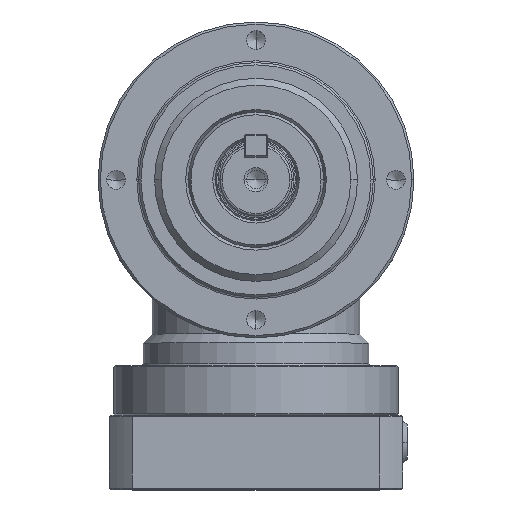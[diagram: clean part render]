
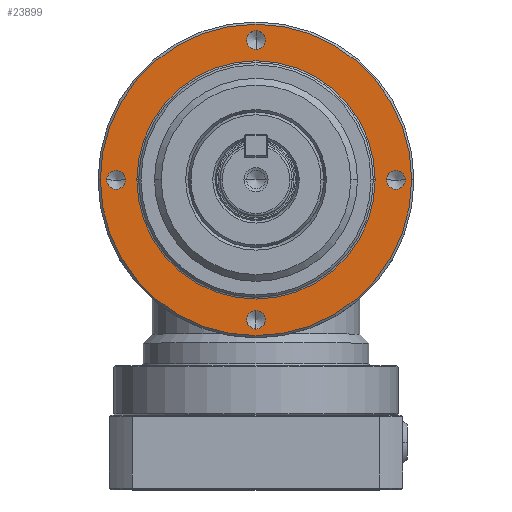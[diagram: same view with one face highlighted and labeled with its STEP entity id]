
A CAD part, top view. The second image highlights one B-rep face of the part: STEP entity #23899.
In plain terms, the highlighted planar face has unit normal (0, 0, 1).
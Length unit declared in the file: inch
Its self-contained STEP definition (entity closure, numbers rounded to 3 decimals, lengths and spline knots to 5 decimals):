
#298 = FACE_BOUND ( 'NONE', #18488, .T. ) ;
#374 = DIRECTION ( 'NONE',  ( 0., 1., 0. ) ) ;
#834 = CARTESIAN_POINT ( 'NONE',  ( 1.03937, 0., 0. ) ) ;
#1392 = CIRCLE ( 'NONE', #16425, 0.08138 ) ;
#1601 = DIRECTION ( 'NONE',  ( -1., 0., 0. ) ) ;
#1832 = CARTESIAN_POINT ( 'NONE',  ( 0., -1.30185, 0. ) ) ;
#1996 = EDGE_CURVE ( 'NONE', #3744, #20407, #6813, .T. ) ;
#2142 = AXIS2_PLACEMENT_3D ( 'NONE', #24598, #12276, #26658 ) ;
#2208 = PLANE ( 'NONE',  #6850 ) ;
#2210 = EDGE_CURVE ( 'NONE', #18971, #20447, #24745, .T. ) ;
#2378 = DIRECTION ( 'NONE',  ( 0., 0., -1. ) ) ;
#2490 = VERTEX_POINT ( 'NONE', #14880 ) ;
#2691 = DIRECTION ( 'NONE',  ( 0., 0., -1. ) ) ;
#3539 = AXIS2_PLACEMENT_3D ( 'NONE', #6341, #20668, #8393 ) ;
#3744 = VERTEX_POINT ( 'NONE', #15626 ) ;
#4093 = ORIENTED_EDGE ( 'NONE', *, *, #21579, .F. ) ;
#4120 = CIRCLE ( 'NONE', #20580, 1.35827 ) ;
#4191 = AXIS2_PLACEMENT_3D ( 'NONE', #16833, #4583, #18933 ) ;
#4461 = CARTESIAN_POINT ( 'NONE',  ( 1.22047, 0., 0. ) ) ;
#4583 = DIRECTION ( 'NONE',  ( 0., 0., 1. ) ) ;
#5739 = ORIENTED_EDGE ( 'NONE', *, *, #17928, .F. ) ;
#5770 = CIRCLE ( 'NONE', #3539, 0.08138 ) ;
#5853 = FACE_BOUND ( 'NONE', #10697, .T. ) ;
#6341 = CARTESIAN_POINT ( 'NONE',  ( 0., 1.22047, 0. ) ) ;
#6540 = ORIENTED_EDGE ( 'NONE', *, *, #12294, .F. ) ;
#6541 = DIRECTION ( 'NONE',  ( 1., 0., 0. ) ) ;
#6630 = DIRECTION ( 'NONE',  ( -1., 0., 0. ) ) ;
#6813 = CIRCLE ( 'NONE', #23403, 0.08138 ) ;
#6850 = AXIS2_PLACEMENT_3D ( 'NONE', #18905, #2378, #6630 ) ;
#7026 = CARTESIAN_POINT ( 'NONE',  ( 0., 0., 0. ) ) ;
#7059 = ORIENTED_EDGE ( 'NONE', *, *, #19429, .T. ) ;
#7335 = DIRECTION ( 'NONE',  ( 0., 0., 1. ) ) ;
#8330 = VERTEX_POINT ( 'NONE', #10143 ) ;
#8393 = DIRECTION ( 'NONE',  ( 0., 1., 0. ) ) ;
#8619 = VERTEX_POINT ( 'NONE', #13238 ) ;
#9077 = DIRECTION ( 'NONE',  ( -1., 0., 0. ) ) ;
#9173 = VERTEX_POINT ( 'NONE', #13300 ) ;
#9420 = CARTESIAN_POINT ( 'NONE',  ( -1.22047, 0., 0. ) ) ;
#10143 = CARTESIAN_POINT ( 'NONE',  ( 1.30185, 0., 0. ) ) ;
#10203 = CARTESIAN_POINT ( 'NONE',  ( -1.13909, 0., 0. ) ) ;
#10634 = FACE_BOUND ( 'NONE', #23326, .T. ) ;
#10642 = CARTESIAN_POINT ( 'NONE',  ( 0., -1.22047, 0. ) ) ;
#10697 = EDGE_LOOP ( 'NONE', ( #26226, #16262 ) ) ;
#10813 = EDGE_CURVE ( 'NONE', #2490, #9173, #15135, .T. ) ;
#10877 = CARTESIAN_POINT ( 'NONE',  ( -1.22047, 0., 0. ) ) ;
#10953 = CIRCLE ( 'NONE', #14634, 1.35827 ) ;
#11131 = DIRECTION ( 'NONE',  ( 0., -1., 0. ) ) ;
#11258 = FACE_OUTER_BOUND ( 'NONE', #13285, .T. ) ;
#11439 = DIRECTION ( 'NONE',  ( -1., 0., 0. ) ) ;
#11509 = EDGE_CURVE ( 'NONE', #16287, #11830, #16109, .T. ) ;
#11767 = ORIENTED_EDGE ( 'NONE', *, *, #15087, .T. ) ;
#11830 = VERTEX_POINT ( 'NONE', #15175 ) ;
#12276 = DIRECTION ( 'NONE',  ( 0., 0., -1. ) ) ;
#12285 = CARTESIAN_POINT ( 'NONE',  ( 0., -1.22047, 0. ) ) ;
#12294 = EDGE_CURVE ( 'NONE', #11830, #16287, #17334, .T. ) ;
#12700 = DIRECTION ( 'NONE',  ( 0., 0., -1. ) ) ;
#13238 = CARTESIAN_POINT ( 'NONE',  ( 1.13909, 0., 0. ) ) ;
#13285 = EDGE_LOOP ( 'NONE', ( #4093, #5739 ) ) ;
#13300 = CARTESIAN_POINT ( 'NONE',  ( 0., 1.13909, 0. ) ) ;
#13884 = DIRECTION ( 'NONE',  ( 0., 0., -1. ) ) ;
#13893 = EDGE_CURVE ( 'NONE', #20447, #18971, #1392, .T. ) ;
#14383 = DIRECTION ( 'NONE',  ( 0., -1., 0. ) ) ;
#14634 = AXIS2_PLACEMENT_3D ( 'NONE', #7026, #21366, #9077 ) ;
#14880 = CARTESIAN_POINT ( 'NONE',  ( 0., 1.30185, 0. ) ) ;
#15087 = EDGE_CURVE ( 'NONE', #8619, #8330, #17325, .T. ) ;
#15135 = CIRCLE ( 'NONE', #22118, 0.08138 ) ;
#15175 = CARTESIAN_POINT ( 'NONE',  ( -1.03937, 0., 0. ) ) ;
#15626 = CARTESIAN_POINT ( 'NONE',  ( 0., -1.13909, 0. ) ) ;
#15666 = VERTEX_POINT ( 'NONE', #23083 ) ;
#16081 = FACE_BOUND ( 'NONE', #19726, .T. ) ;
#16109 = CIRCLE ( 'NONE', #23661, 1.03937 ) ;
#16262 = ORIENTED_EDGE ( 'NONE', *, *, #13893, .T. ) ;
#16287 = VERTEX_POINT ( 'NONE', #834 ) ;
#16425 = AXIS2_PLACEMENT_3D ( 'NONE', #9420, #23765, #11439 ) ;
#16712 = CIRCLE ( 'NONE', #25838, 0.08138 ) ;
#16833 = CARTESIAN_POINT ( 'NONE',  ( 0., 0., 0. ) ) ;
#17325 = CIRCLE ( 'NONE', #17826, 0.08138 ) ;
#17334 = CIRCLE ( 'NONE', #4191, 1.03937 ) ;
#17374 = AXIS2_PLACEMENT_3D ( 'NONE', #10877, #25225, #25890 ) ;
#17421 = ORIENTED_EDGE ( 'NONE', *, *, #19470, .T. ) ;
#17564 = EDGE_LOOP ( 'NONE', ( #19746, #17421 ) ) ;
#17826 = AXIS2_PLACEMENT_3D ( 'NONE', #4461, #18795, #6541 ) ;
#17928 = EDGE_CURVE ( 'NONE', #15666, #22396, #10953, .T. ) ;
#18488 = EDGE_LOOP ( 'NONE', ( #7059, #11767 ) ) ;
#18795 = DIRECTION ( 'NONE',  ( 0., 0., -1. ) ) ;
#18882 = EDGE_CURVE ( 'NONE', #20407, #3744, #16712, .T. ) ;
#18905 = CARTESIAN_POINT ( 'NONE',  ( 0., 0., 0. ) ) ;
#18933 = DIRECTION ( 'NONE',  ( -1., 0., 0. ) ) ;
#18971 = VERTEX_POINT ( 'NONE', #21038 ) ;
#19429 = EDGE_CURVE ( 'NONE', #8330, #8619, #22139, .T. ) ;
#19470 = EDGE_CURVE ( 'NONE', #9173, #2490, #5770, .T. ) ;
#19626 = CARTESIAN_POINT ( 'NONE',  ( 0., 0., 0. ) ) ;
#19726 = EDGE_LOOP ( 'NONE', ( #23595, #26156 ) ) ;
#19746 = ORIENTED_EDGE ( 'NONE', *, *, #10813, .T. ) ;
#20407 = VERTEX_POINT ( 'NONE', #1832 ) ;
#20447 = VERTEX_POINT ( 'NONE', #10203 ) ;
#20580 = AXIS2_PLACEMENT_3D ( 'NONE', #26184, #13884, #1601 ) ;
#20668 = DIRECTION ( 'NONE',  ( 0., 0., -1. ) ) ;
#21038 = CARTESIAN_POINT ( 'NONE',  ( -1.30185, 0., 0. ) ) ;
#21366 = DIRECTION ( 'NONE',  ( 0., 0., -1. ) ) ;
#21571 = FACE_BOUND ( 'NONE', #17564, .T. ) ;
#21579 = EDGE_CURVE ( 'NONE', #22396, #15666, #4120, .T. ) ;
#21676 = DIRECTION ( 'NONE',  ( -1., 0., 0. ) ) ;
#22118 = AXIS2_PLACEMENT_3D ( 'NONE', #25023, #12700, #374 ) ;
#22139 = CIRCLE ( 'NONE', #2142, 0.08138 ) ;
#22396 = VERTEX_POINT ( 'NONE', #22660 ) ;
#22660 = CARTESIAN_POINT ( 'NONE',  ( -1.35827, 0., 0. ) ) ;
#23083 = CARTESIAN_POINT ( 'NONE',  ( 1.35827, 0., 0. ) ) ;
#23326 = EDGE_LOOP ( 'NONE', ( #6540, #26239 ) ) ;
#23403 = AXIS2_PLACEMENT_3D ( 'NONE', #10642, #2691, #11131 ) ;
#23595 = ORIENTED_EDGE ( 'NONE', *, *, #18882, .T. ) ;
#23661 = AXIS2_PLACEMENT_3D ( 'NONE', #19626, #7335, #21676 ) ;
#23765 = DIRECTION ( 'NONE',  ( 0., 0., -1. ) ) ;
#23899 = ADVANCED_FACE ( 'NONE', ( #11258, #16081, #5853, #21571, #298, #10634 ), #2208, .F. ) ;
#24598 = CARTESIAN_POINT ( 'NONE',  ( 1.22047, 0., 0. ) ) ;
#24745 = CIRCLE ( 'NONE', #17374, 0.08138 ) ;
#25023 = CARTESIAN_POINT ( 'NONE',  ( 0., 1.22047, 0. ) ) ;
#25225 = DIRECTION ( 'NONE',  ( 0., 0., -1. ) ) ;
#25838 = AXIS2_PLACEMENT_3D ( 'NONE', #12285, #26670, #14383 ) ;
#25890 = DIRECTION ( 'NONE',  ( -1., 0., 0. ) ) ;
#26156 = ORIENTED_EDGE ( 'NONE', *, *, #1996, .T. ) ;
#26184 = CARTESIAN_POINT ( 'NONE',  ( 0., 0., 0. ) ) ;
#26226 = ORIENTED_EDGE ( 'NONE', *, *, #2210, .T. ) ;
#26239 = ORIENTED_EDGE ( 'NONE', *, *, #11509, .F. ) ;
#26658 = DIRECTION ( 'NONE',  ( 1., 0., 0. ) ) ;
#26670 = DIRECTION ( 'NONE',  ( 0., 0., -1. ) ) ;
